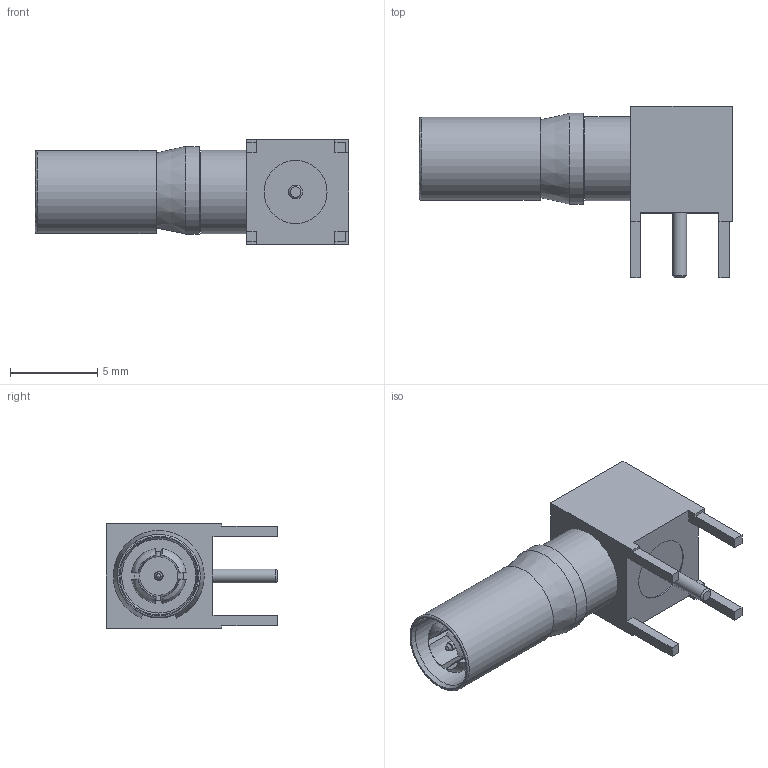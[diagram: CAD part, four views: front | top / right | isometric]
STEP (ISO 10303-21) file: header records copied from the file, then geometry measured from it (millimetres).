
FILE_DESCRIPTION(/* description */ (''),/* implementation_level */ '2;1');
FILE_NAME(/* name */ '100558099ugm000_a.stp',/* time_stamp */ '2014-01-10T08:53:06+01:00',/* author */ (''),/* organization */ (''),/* preprocessor_version */ 'ST-DEVELOPER v15',/* originating_system */ 'SIEMENS PLM Software NX 8.5',/* authorisation */ '');
FILE_SCHEMA (('AUTOMOTIVE_DESIGN { 1 0 10303 214 3 1 1 1 }'));
Length unit declared in the file: millimetre
Products named in the file (1): 100558099ugm000_a
Bounding box: 17.9 x 9.8 x 6 mm (x, y, z)
Volume: 362.6 mm3; surface area: 642.7 mm2
Topology: 1 solids, 1 shells, 83 faces, 203 edges, 129 vertices
Faces by surface type: plane 54, cone 12, cylinder 10, bspline 7
Full cylindrical faces by diameter (mm): 0.5 x1, 0.8 x1, 2.2 x1, 2.8 x1, 3.6 x2, 4.24 x1, 4.75 x1, 4.8 x1
Entity records: 2517 total; most frequent: CARTESIAN_POINT 610, DIRECTION 374, ORIENTED_EDGE 372, EDGE_CURVE 186, AXIS2_PLACEMENT_3D 135, VERTEX_POINT 128, EDGE_LOOP 105, LINE 104
